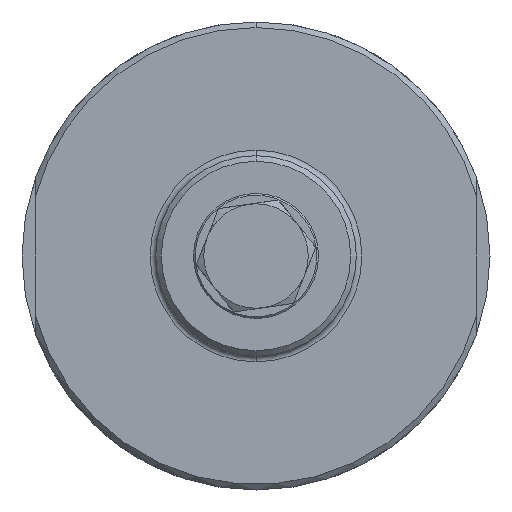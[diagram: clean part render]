
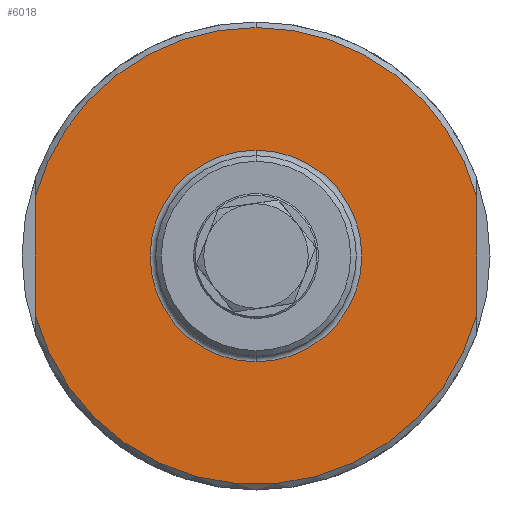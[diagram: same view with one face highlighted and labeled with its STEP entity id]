
A CAD part, front view. The second image highlights one B-rep face of the part: STEP entity #6018.
In plain terms, the highlighted planar face has unit normal (0, -1, 0).
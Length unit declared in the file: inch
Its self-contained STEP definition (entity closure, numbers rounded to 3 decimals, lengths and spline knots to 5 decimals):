
#80 = VERTEX_POINT ( 'NONE', #3949 ) ;
#399 = VERTEX_POINT ( 'NONE', #5348 ) ;
#419 = EDGE_CURVE ( 'NONE', #6110, #6253, #5466, .T. ) ;
#455 = DIRECTION ( 'NONE',  ( 0., 0., 1. ) ) ;
#578 = CARTESIAN_POINT ( 'NONE',  ( 1.98, 0.375, 0.53113 ) ) ;
#759 = CIRCLE ( 'NONE', #4870, 2.05 ) ;
#949 = DIRECTION ( 'NONE',  ( 0., -1., 0. ) ) ;
#1004 = ORIENTED_EDGE ( 'NONE', *, *, #5729, .T. ) ;
#1083 = EDGE_CURVE ( 'NONE', #80, #5968, #759, .T. ) ;
#1260 = VERTEX_POINT ( 'NONE', #578 ) ;
#1344 = AXIS2_PLACEMENT_3D ( 'NONE', #2137, #1639, #2661 ) ;
#1639 = DIRECTION ( 'NONE',  ( 0., 1., 0. ) ) ;
#1643 = FACE_OUTER_BOUND ( 'NONE', #6237, .T. ) ;
#1666 = ORIENTED_EDGE ( 'NONE', *, *, #3764, .T. ) ;
#1729 = CARTESIAN_POINT ( 'NONE',  ( 0., 0.375, 0. ) ) ;
#1787 = EDGE_CURVE ( 'NONE', #1260, #5968, #4323, .T. ) ;
#1835 = CIRCLE ( 'NONE', #5714, 2.05 ) ;
#1930 = PLANE ( 'NONE',  #3404 ) ;
#1990 = CARTESIAN_POINT ( 'NONE',  ( -2.1, 0.375, 0. ) ) ;
#1991 = CARTESIAN_POINT ( 'NONE',  ( -1.98, 0.375, 0. ) ) ;
#2099 = EDGE_LOOP ( 'NONE', ( #1004, #6496 ) ) ;
#2137 = CARTESIAN_POINT ( 'NONE',  ( 0., 0.375, 0. ) ) ;
#2188 = VECTOR ( 'NONE', #6288, 39.37008 ) ;
#2661 = DIRECTION ( 'NONE',  ( 0., 0., 1. ) ) ;
#3073 = CARTESIAN_POINT ( 'NONE',  ( -1.98, 0.375, 0.53113 ) ) ;
#3138 = CARTESIAN_POINT ( 'NONE',  ( 0., 0.375, -0.95 ) ) ;
#3256 = DIRECTION ( 'NONE',  ( 0., 0., 1. ) ) ;
#3261 = DIRECTION ( 'NONE',  ( 0., 0., 1. ) ) ;
#3404 = AXIS2_PLACEMENT_3D ( 'NONE', #1990, #6081, #4429 ) ;
#3418 = EDGE_CURVE ( 'NONE', #399, #4349, #5833, .T. ) ;
#3591 = ORIENTED_EDGE ( 'NONE', *, *, #3418, .T. ) ;
#3606 = ORIENTED_EDGE ( 'NONE', *, *, #1787, .F. ) ;
#3764 = EDGE_CURVE ( 'NONE', #1260, #399, #1835, .T. ) ;
#3772 = DIRECTION ( 'NONE',  ( 0., -1., 0. ) ) ;
#3795 = EDGE_CURVE ( 'NONE', #4349, #80, #3979, .T. ) ;
#3949 = CARTESIAN_POINT ( 'NONE',  ( -1.98, 0.375, -0.53113 ) ) ;
#3967 = CARTESIAN_POINT ( 'NONE',  ( 0., 0.375, 0. ) ) ;
#3979 = LINE ( 'NONE', #1991, #5176 ) ;
#4022 = FACE_BOUND ( 'NONE', #2099, .T. ) ;
#4084 = CARTESIAN_POINT ( 'NONE',  ( 0., 0.375, 0. ) ) ;
#4323 = LINE ( 'NONE', #6348, #2188 ) ;
#4349 = VERTEX_POINT ( 'NONE', #3073 ) ;
#4429 = DIRECTION ( 'NONE',  ( 0., 0., 1. ) ) ;
#4449 = ORIENTED_EDGE ( 'NONE', *, *, #1083, .T. ) ;
#4508 = DIRECTION ( 'NONE',  ( 0., 0., 1. ) ) ;
#4521 = DIRECTION ( 'NONE',  ( 0., -1., 0. ) ) ;
#4768 = DIRECTION ( 'NONE',  ( 0., 1., 0. ) ) ;
#4870 = AXIS2_PLACEMENT_3D ( 'NONE', #4084, #949, #4508 ) ;
#4922 = CARTESIAN_POINT ( 'NONE',  ( 1.98, 0.375, -0.53113 ) ) ;
#5176 = VECTOR ( 'NONE', #6082, 39.37008 ) ;
#5348 = CARTESIAN_POINT ( 'NONE',  ( 0., 0.375, 2.05 ) ) ;
#5466 = CIRCLE ( 'NONE', #6340, 0.95 ) ;
#5482 = AXIS2_PLACEMENT_3D ( 'NONE', #1729, #3772, #3256 ) ;
#5714 = AXIS2_PLACEMENT_3D ( 'NONE', #3967, #4521, #455 ) ;
#5729 = EDGE_CURVE ( 'NONE', #6253, #6110, #5735, .T. ) ;
#5735 = CIRCLE ( 'NONE', #1344, 0.95 ) ;
#5832 = CARTESIAN_POINT ( 'NONE',  ( 0., 0.375, 0. ) ) ;
#5833 = CIRCLE ( 'NONE', #5482, 2.05 ) ;
#5968 = VERTEX_POINT ( 'NONE', #4922 ) ;
#5979 = ORIENTED_EDGE ( 'NONE', *, *, #3795, .T. ) ;
#6018 = ADVANCED_FACE ( 'NONE', ( #4022, #1643 ), #1930, .F. ) ;
#6081 = DIRECTION ( 'NONE',  ( 0., 1., 0. ) ) ;
#6082 = DIRECTION ( 'NONE',  ( 0., 0., -1. ) ) ;
#6110 = VERTEX_POINT ( 'NONE', #3138 ) ;
#6217 = CARTESIAN_POINT ( 'NONE',  ( 0., 0.375, 0.95 ) ) ;
#6237 = EDGE_LOOP ( 'NONE', ( #1666, #3591, #5979, #4449, #3606 ) ) ;
#6253 = VERTEX_POINT ( 'NONE', #6217 ) ;
#6288 = DIRECTION ( 'NONE',  ( 0., 0., -1. ) ) ;
#6340 = AXIS2_PLACEMENT_3D ( 'NONE', #5832, #4768, #3261 ) ;
#6348 = CARTESIAN_POINT ( 'NONE',  ( 1.98, 0.375, 0. ) ) ;
#6496 = ORIENTED_EDGE ( 'NONE', *, *, #419, .T. ) ;
